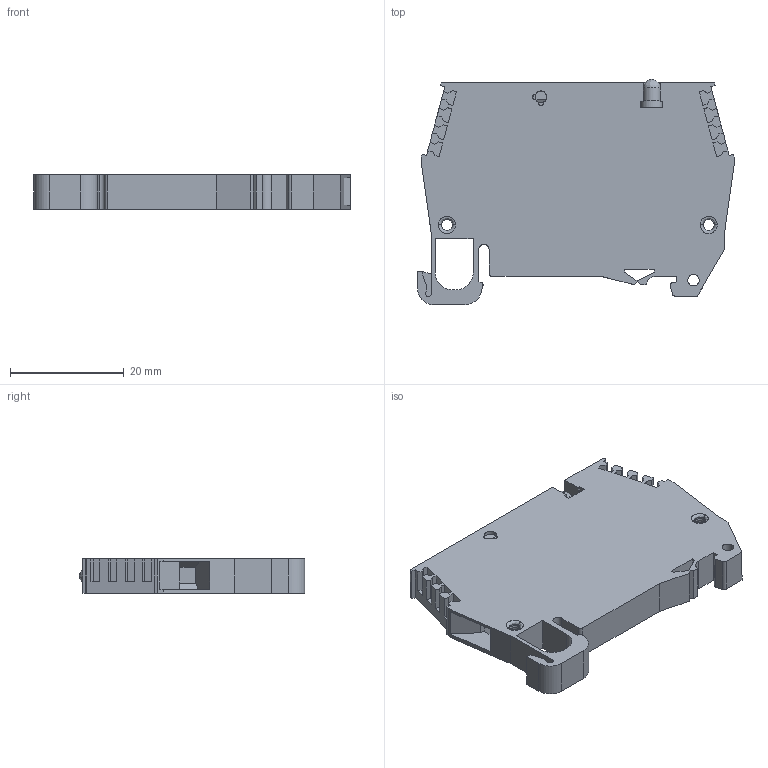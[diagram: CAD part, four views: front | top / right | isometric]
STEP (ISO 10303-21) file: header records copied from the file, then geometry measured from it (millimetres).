
FILE_DESCRIPTION (( 'STEP AP214' ), '1' );
FILE_NAME ('4358104_DN-DIS4L12.STEP', '2014-05-26T14:50:22', ( '' ), ( '' ), 'SwSTEP 2.0', 'SolidWorks 2013', '' );
FILE_SCHEMA (( 'AUTOMOTIVE_DESIGN' ));
Length unit declared in the file: millimetre
Products named in the file (4): 20621_1; 435K0001; 4258100_DN-QFE4; 4358104_DN-DIS4L12
Assembly tree (3 placements, depth 2):
  4358104_DN-DIS4L12
    4258100_DN-QFE4
    435K0001
    20621_1
Bounding box: 55.65 x 39.6 x 6 mm (x, y, z)
Volume: 9476.3 mm3; surface area: 7241.7 mm2
Topology: 3 solids, 4 shells, 425 faces, 1128 edges, 712 vertices
Faces by surface type: plane 250, cylinder 117, bspline 50, cone 8
Entity records: 19116 total; most frequent: CARTESIAN_POINT 3942, ORIENTED_EDGE 2246, DIRECTION 2057, EDGE_CURVE 1123, VECTOR 807, LINE 807, VERTEX_POINT 712, AXIS2_PLACEMENT_3D 625
